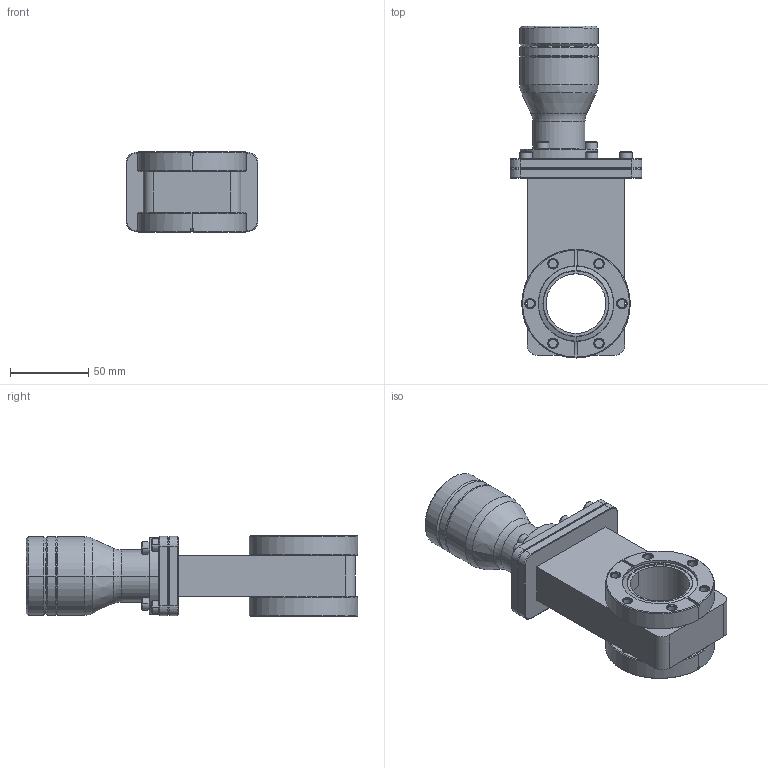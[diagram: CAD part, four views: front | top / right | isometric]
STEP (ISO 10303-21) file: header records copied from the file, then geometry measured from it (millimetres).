
FILE_DESCRIPTION((''),'2;1');
FILE_NAME('11110-0150','2009-02-06T',('jd'),(''),'PRO/ENGINEER BY PARAMETRIC TECHNOLOGY CORPORATION, 2008400','PRO/ENGINEER BY PARAMETRIC TECHNOLOGY CORPORATION, 2008400','');
FILE_SCHEMA(('CONFIG_CONTROL_DESIGN'));
Length unit declared in the file: inch
Products named in the file (1): 11110-0150
Bounding box: 84.12 x 211.99 x 51.49 mm (x, y, z)
Volume: 401397 mm3; surface area: 64107.3 mm2
Topology: 1 solids, 13 shells, 364 faces, 856 edges, 530 vertices
Faces by surface type: plane 158, cylinder 106, cone 84, torus 14, bspline 2
Entity records: 10539 total; most frequent: DIRECTION 1934, CARTESIAN_POINT 1893, ORIENTED_EDGE 1664, EDGE_CURVE 856, AXIS2_PLACEMENT_3D 739, VERTEX_POINT 530, VECTOR 456, LINE 456
